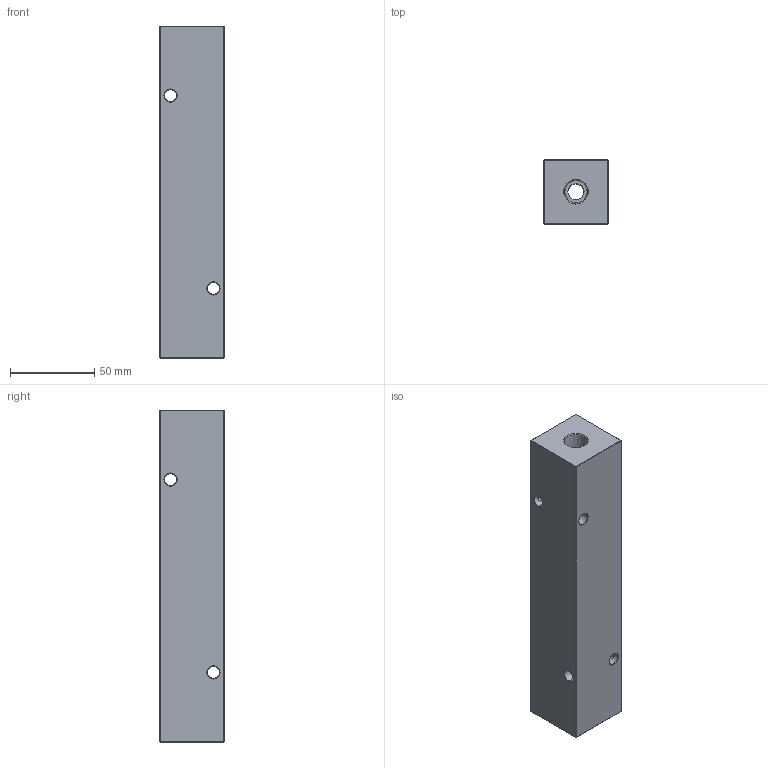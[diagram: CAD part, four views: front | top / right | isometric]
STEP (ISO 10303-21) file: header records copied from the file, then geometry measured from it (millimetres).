
FILE_DESCRIPTION (( 'STEP AP214' ), '1' );
FILE_NAME ('HM-5-0-P-4-4.STEP', '2020-02-28T16:07:40', ( '' ), ( '' ), 'SwSTEP 2.0', 'SolidWorks 2019', '' );
FILE_SCHEMA (( 'AUTOMOTIVE_DESIGN' ));
Length unit declared in the file: inch
Products named in the file (1): HM-5-0-P-4-4
Bounding box: 38.1 x 38.1 x 196.85 mm (x, y, z)
Volume: 255827 mm3; surface area: 43528.7 mm2
Topology: 1 solids, 1 shells, 485 faces, 1267 edges, 826 vertices
Faces by surface type: plane 256, bspline 167, cone 34, cylinder 28
Entity records: 28814 total; most frequent: CARTESIAN_POINT 11966, ORIENTED_EDGE 2534, DIRECTION 1613, EDGE_CURVE 1267, VERTEX_POINT 826, LINE 819, VECTOR 819, EDGE_LOOP 551
